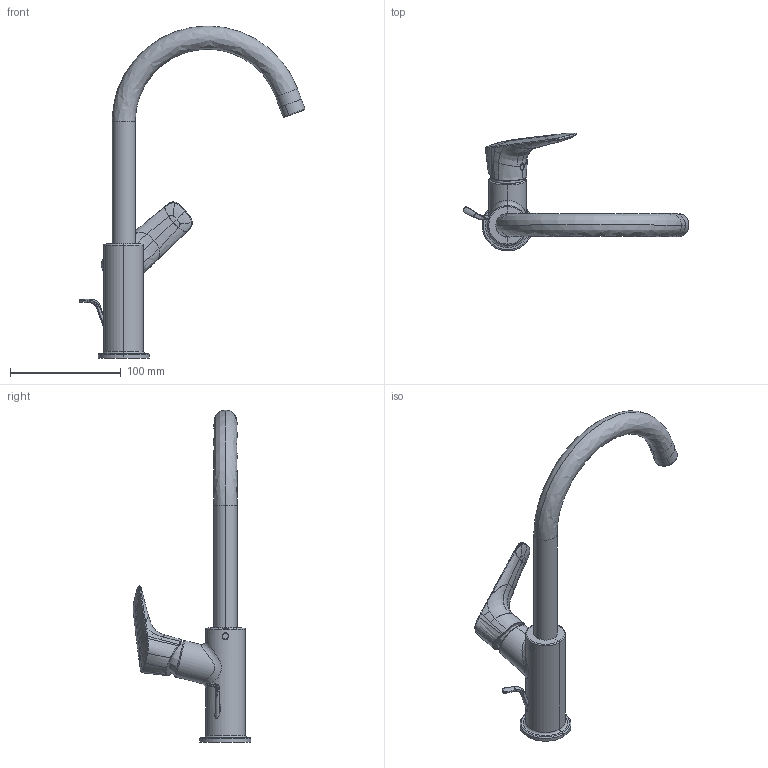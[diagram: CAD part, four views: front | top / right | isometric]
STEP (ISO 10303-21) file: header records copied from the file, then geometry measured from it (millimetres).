
FILE_DESCRIPTION(('CAx-IF Rec.Pracs.---Model Styling and Organization---1.2---2011-12-15','CAx-IF Rec.Pracs.---Geometric and Assembly Validation Properties---4.1---2014-06-16','CAx-IF Rec.Pracs.---PMI Polyline Presentation---2.0---2013-05-24'),'2;1');
FILE_NAME('1000081873_PPR_000.stp','2019-11-22T14:36:26+01:00',(''),(''),'STEP Interface 4.1 by CT CoreTechnologie','3D_Evolution4.1 by CT CoreTechnologie','');
FILE_SCHEMA(('AP203_CONFIGURATION_CONTROLLED_3D_DESIGN_OF_MECHANICAL_PARTS_AND_ASSEMBLIES_MIM_LF'));
Length unit declared in the file: millimetre
Products named in the file (11): P_2 HG Focus Square 210 WTM Schwenk Zugs 1000081873_PPR_000_A1; P_2 GK_Talis_S2_Schwenkauslauf 1000081874_PPA_000_A0; P_2 Rosette WTM Citterio Basic 1000073645_PPA_000_A0; P_2 Griff_M25_Focus_Square 1000080679_PPA_000_A0; HG Griffstopfen 1000024783_PPA_000_A1; P_2 Auslauf_Talis_S2_Schwenk 1000080683_PPR_000_A0; EBD_Auslaufrohr_Talis_S2 1000040457_PPA_000_A2; Stopfen 1000056321_PPA_000_A0; SR_TT_HC_1,5gpm-air_dunkelgrau-gruen 1000047432_PPA_000_A1; Perlatorhuelse M18x1 1000000225_PPA_000_A0; P_2 Zugstange_Griff_flach 1000074563_PPA_000_A1
Assembly tree (10 placements, depth 3):
  P_2 HG Focus Square 210 WTM Schwenk Zugs 1000081873_PPR_000_A1
    P_2 GK_Talis_S2_Schwenkauslauf 1000081874_PPA_000_A0
    P_2 Rosette WTM Citterio Basic 1000073645_PPA_000_A0
    P_2 Griff_M25_Focus_Square 1000080679_PPA_000_A0
    HG Griffstopfen 1000024783_PPA_000_A1
    P_2 Auslauf_Talis_S2_Schwenk 1000080683_PPR_000_A0
      EBD_Auslaufrohr_Talis_S2 1000040457_PPA_000_A2
    Stopfen 1000056321_PPA_000_A0
    SR_TT_HC_1,5gpm-air_dunkelgrau-gruen 1000047432_PPA_000_A1
    Perlatorhuelse M18x1 1000000225_PPA_000_A0
    P_2 Zugstange_Griff_flach 1000074563_PPA_000_A1
Bounding box: 204.22 x 106.47 x 300.3 mm (x, y, z)
Volume: 215867.2 mm3; surface area: 75273.9 mm2
Topology: 9 solids, 9 shells, 896 faces, 2439 edges, 1617 vertices
Faces by surface type: plane 526, bspline 233, cylinder 137
Entity records: 51061 total; most frequent: CARTESIAN_POINT 18514, ORIENTED_EDGE 4874, DIRECTION 4280, EDGE_CURVE 2437, VERTEX_POINT 1617, VECTOR 1488, LINE 1488, AXIS2_PLACEMENT_3D 1396
